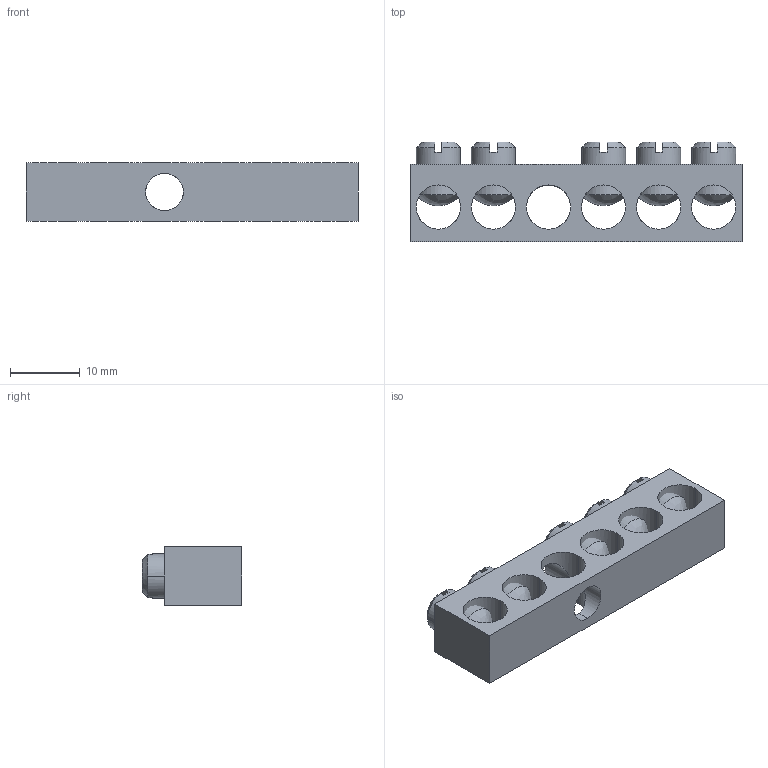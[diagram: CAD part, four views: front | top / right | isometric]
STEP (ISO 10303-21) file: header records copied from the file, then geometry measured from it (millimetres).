
FILE_DESCRIPTION (( 'STEP AP203' ), '1' );
FILE_NAME ('NA-403-1.step', '2023-11-15T15:13:45', ( '' ), ( '' ), 'SwSTEP 2.0', 'SolidWorks 2023', '' );
FILE_SCHEMA (( 'CONFIG_CONTROL_DESIGN' ));
Length unit declared in the file: inch
Products named in the file (1): NA-403-1
Bounding box: 47.75 x 14.35 x 8.4 mm (x, y, z)
Volume: 3631.6 mm3; surface area: 3905 mm2
Topology: 6 solids, 6 shells, 112 faces, 255 edges, 165 vertices
Faces by surface type: cylinder 46, plane 41, cone 15, bspline 10
Entity records: 3982 total; most frequent: CARTESIAN_POINT 1355, DIRECTION 525, ORIENTED_EDGE 510, EDGE_CURVE 255, AXIS2_PLACEMENT_3D 211, VERTEX_POINT 165, EDGE_LOOP 148, FACE_OUTER_BOUND 112
